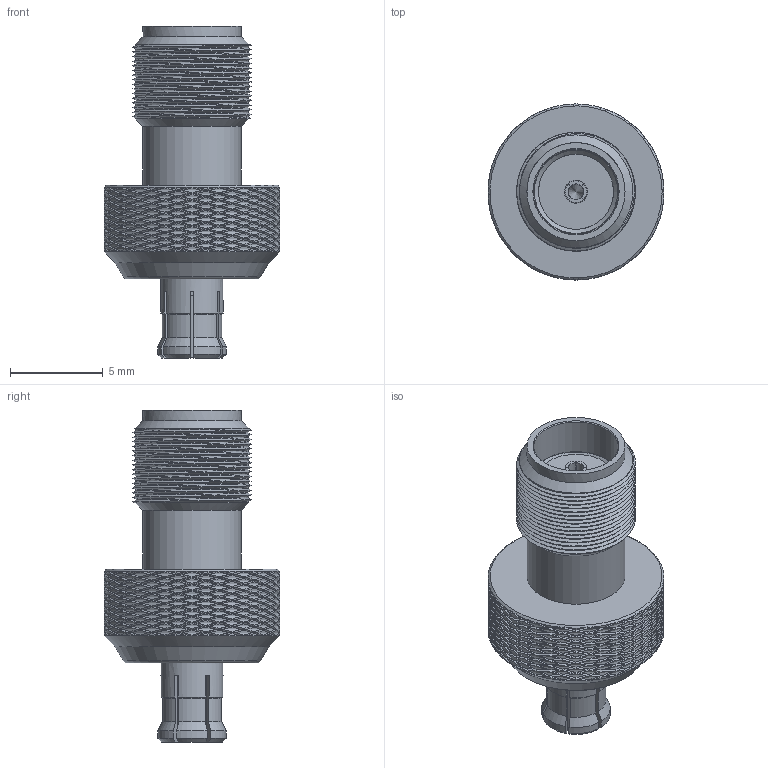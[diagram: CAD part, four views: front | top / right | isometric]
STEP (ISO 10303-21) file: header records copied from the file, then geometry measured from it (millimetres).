
FILE_DESCRIPTION( ( 'Unknown' ), '1' );
FILE_NAME( 'Part1.stp', 'Unknown', ( 'Unknown' ), ( 'Unknown' ), 'PSStep 21.0.46', 'Unknown', ' ' );
FILE_SCHEMA( ( 'AUTOMOTIVE_DESIGN { 1 0 10303 214 1 1 1 1 }' ) );
Length unit declared in the file: millimetre
Products named in the file (2): 64403106231000_connector body
Bounding box: 9.5 x 9.5 x 17.93 mm (x, y, z)
Volume: 1042.6 mm3; surface area: 1822.1 mm2
Topology: 2 solids, 2 shells, 4700 faces, 10138 edges, 5384 vertices
Faces by surface type: bspline 3204, cylinder 996, plane 350, cone 144, torus 6
Full cylindrical faces by diameter (mm): 0.5 x2, 0.85 x2, 0.87 x2, 1 x2, 1.25 x2, 2 x2, 2.47 x2, 3.35 x2, 4.05 x2, 4.56 x2, 5.3 x4, 6.87 x2
Entity records: 260370 total; most frequent: CARTESIAN_POINT 158942, ORIENTED_EDGE 20104, EDGE_CURVE 10052, DIRECTION 5456, VERTEX_POINT 5352, EDGE_LOOP 4854, FACE_OUTER_BOUND 4732, STYLED_ITEM 4700
